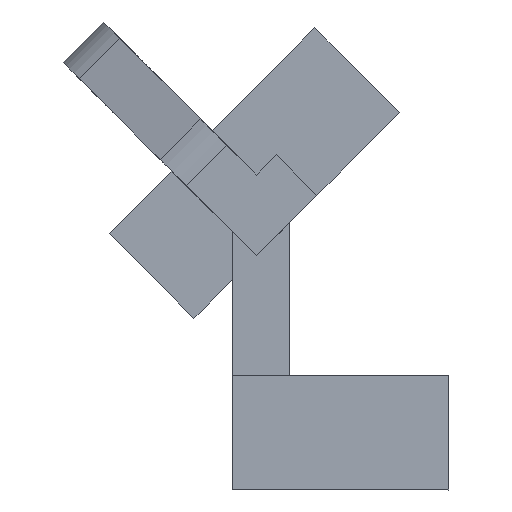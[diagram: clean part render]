
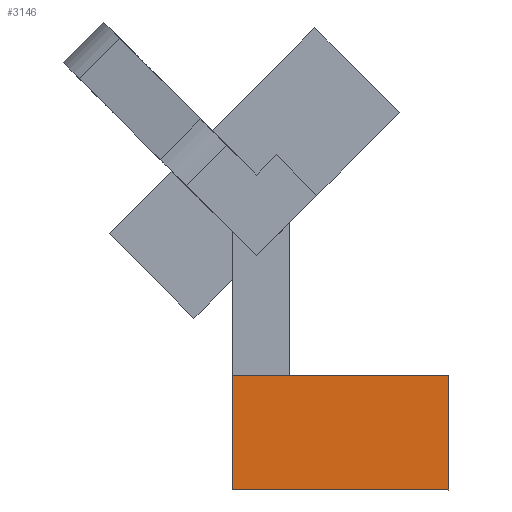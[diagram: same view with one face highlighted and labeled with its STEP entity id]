
A CAD part, front view. The second image highlights one B-rep face of the part: STEP entity #3146.
In plain terms, the highlighted planar face has unit normal (0, -1, 0).
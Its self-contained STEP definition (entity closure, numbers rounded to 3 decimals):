
#260 = PLANE('',#261);
#261 = AXIS2_PLACEMENT_3D('',#262,#263,#264);
#262 = CARTESIAN_POINT('',(-0.025,0.,
    75.637));
#263 = DIRECTION('',(-1.,0.,0.));
#264 = DIRECTION('',(0.,0.,-1.));
#2113 = PLANE('',#2114);
#2114 = AXIS2_PLACEMENT_3D('',#2115,#2116,#2117);
#2115 = CARTESIAN_POINT('',(75.975,0.,
    20.025));
#2116 = DIRECTION('',(0.,0.,1.));
#2117 = DIRECTION('',(-1.,0.,0.));
#2266 = VERTEX_POINT('',#2267);
#2267 = CARTESIAN_POINT('',(-0.025,-38.,-19.975));
#2281 = PLANE('',#2282);
#2282 = AXIS2_PLACEMENT_3D('',#2283,#2284,#2285);
#2283 = CARTESIAN_POINT('',(-0.025,0.,
    -19.975));
#2284 = DIRECTION('',(0.,0.,-1.));
#2285 = DIRECTION('',(1.,0.,0.));
#2293 = EDGE_CURVE('',#2294,#2266,#2296,.T.);
#2294 = VERTEX_POINT('',#2295);
#2295 = CARTESIAN_POINT('',(-0.025,-38.,20.025));
#2296 = SURFACE_CURVE('',#2297,(#2301,#2308),.PCURVE_S1.);
#2297 = LINE('',#2298,#2299);
#2298 = CARTESIAN_POINT('',(-0.025,-38.,0.025)
  );
#2299 = VECTOR('',#2300,1.);
#2300 = DIRECTION('',(0.,0.,-1.));
#2301 = PCURVE('',#260,#2302);
#2302 = DEFINITIONAL_REPRESENTATION('',(#2303),#2307);
#2303 = LINE('',#2304,#2305);
#2304 = CARTESIAN_POINT('',(75.612,38.));
#2305 = VECTOR('',#2306,1.);
#2306 = DIRECTION('',(1.,0.));
#2307 = ( GEOMETRIC_REPRESENTATION_CONTEXT(2) 
PARAMETRIC_REPRESENTATION_CONTEXT() REPRESENTATION_CONTEXT('2D SPACE',''
  ) );
#2308 = PCURVE('',#2309,#2314);
#2309 = PLANE('',#2310);
#2310 = AXIS2_PLACEMENT_3D('',#2311,#2312,#2313);
#2311 = CARTESIAN_POINT('',(8.46,-38.,62.251));
#2312 = DIRECTION('',(0.,-1.,0.));
#2313 = DIRECTION('',(0.707,0.,-0.707
    ));
#2314 = DEFINITIONAL_REPRESENTATION('',(#2315),#2319);
#2315 = LINE('',#2316,#2317);
#2316 = CARTESIAN_POINT('',(38.,-50.));
#2317 = VECTOR('',#2318,1.);
#2318 = DIRECTION('',(0.707,-0.707));
#2319 = ( GEOMETRIC_REPRESENTATION_CONTEXT(2) 
PARAMETRIC_REPRESENTATION_CONTEXT() REPRESENTATION_CONTEXT('2D SPACE',''
  ) );
#2647 = EDGE_CURVE('',#2648,#2294,#2650,.T.);
#2648 = VERTEX_POINT('',#2649);
#2649 = CARTESIAN_POINT('',(75.975,-38.,20.025));
#2650 = SURFACE_CURVE('',#2651,(#2655,#2662),.PCURVE_S1.);
#2651 = LINE('',#2652,#2653);
#2652 = CARTESIAN_POINT('',(37.975,-38.,20.025));
#2653 = VECTOR('',#2654,1.);
#2654 = DIRECTION('',(-1.,0.,0.));
#2655 = PCURVE('',#2113,#2656);
#2656 = DEFINITIONAL_REPRESENTATION('',(#2657),#2661);
#2657 = LINE('',#2658,#2659);
#2658 = CARTESIAN_POINT('',(38.,38.));
#2659 = VECTOR('',#2660,1.);
#2660 = DIRECTION('',(1.,0.));
#2661 = ( GEOMETRIC_REPRESENTATION_CONTEXT(2) 
PARAMETRIC_REPRESENTATION_CONTEXT() REPRESENTATION_CONTEXT('2D SPACE',''
  ) );
#2662 = PCURVE('',#2309,#2663);
#2663 = DEFINITIONAL_REPRESENTATION('',(#2664),#2668);
#2664 = LINE('',#2665,#2666);
#2665 = CARTESIAN_POINT('',(50.728,-8.988));
#2666 = VECTOR('',#2667,1.);
#2667 = DIRECTION('',(-0.707,-0.707));
#2668 = ( GEOMETRIC_REPRESENTATION_CONTEXT(2) 
PARAMETRIC_REPRESENTATION_CONTEXT() REPRESENTATION_CONTEXT('2D SPACE',''
  ) );
#2686 = PLANE('',#2687);
#2687 = AXIS2_PLACEMENT_3D('',#2688,#2689,#2690);
#2688 = CARTESIAN_POINT('',(75.975,0.,
    -19.975));
#2689 = DIRECTION('',(1.,0.,0.));
#2690 = DIRECTION('',(0.,0.,1.));
#3102 = VERTEX_POINT('',#3103);
#3103 = CARTESIAN_POINT('',(75.975,-38.,-19.975));
#3124 = EDGE_CURVE('',#2266,#3102,#3125,.T.);
#3125 = SURFACE_CURVE('',#3126,(#3130,#3137),.PCURVE_S1.);
#3126 = LINE('',#3127,#3128);
#3127 = CARTESIAN_POINT('',(37.975,-38.,-19.975));
#3128 = VECTOR('',#3129,1.);
#3129 = DIRECTION('',(1.,0.,0.));
#3130 = PCURVE('',#2281,#3131);
#3131 = DEFINITIONAL_REPRESENTATION('',(#3132),#3136);
#3132 = LINE('',#3133,#3134);
#3133 = CARTESIAN_POINT('',(38.,38.));
#3134 = VECTOR('',#3135,1.);
#3135 = DIRECTION('',(1.,0.));
#3136 = ( GEOMETRIC_REPRESENTATION_CONTEXT(2) 
PARAMETRIC_REPRESENTATION_CONTEXT() REPRESENTATION_CONTEXT('2D SPACE',''
  ) );
#3137 = PCURVE('',#2309,#3138);
#3138 = DEFINITIONAL_REPRESENTATION('',(#3139),#3143);
#3139 = LINE('',#3140,#3141);
#3140 = CARTESIAN_POINT('',(79.012,-37.272));
#3141 = VECTOR('',#3142,1.);
#3142 = DIRECTION('',(0.707,0.707));
#3143 = ( GEOMETRIC_REPRESENTATION_CONTEXT(2) 
PARAMETRIC_REPRESENTATION_CONTEXT() REPRESENTATION_CONTEXT('2D SPACE',''
  ) );
#3146 = ADVANCED_FACE('',(#3147),#2309,.T.);
#3147 = FACE_BOUND('',#3148,.T.);
#3148 = EDGE_LOOP('',(#3149,#3150,#3151,#3172));
#3149 = ORIENTED_EDGE('',*,*,#2293,.T.);
#3150 = ORIENTED_EDGE('',*,*,#3124,.T.);
#3151 = ORIENTED_EDGE('',*,*,#3152,.T.);
#3152 = EDGE_CURVE('',#3102,#2648,#3153,.T.);
#3153 = SURFACE_CURVE('',#3154,(#3158,#3165),.PCURVE_S1.);
#3154 = LINE('',#3155,#3156);
#3155 = CARTESIAN_POINT('',(75.975,-38.,0.025));
#3156 = VECTOR('',#3157,1.);
#3157 = DIRECTION('',(0.,0.,1.));
#3158 = PCURVE('',#2309,#3159);
#3159 = DEFINITIONAL_REPRESENTATION('',(#3160),#3164);
#3160 = LINE('',#3161,#3162);
#3161 = CARTESIAN_POINT('',(91.74,3.74));
#3162 = VECTOR('',#3163,1.);
#3163 = DIRECTION('',(-0.707,0.707));
#3164 = ( GEOMETRIC_REPRESENTATION_CONTEXT(2) 
PARAMETRIC_REPRESENTATION_CONTEXT() REPRESENTATION_CONTEXT('2D SPACE',''
  ) );
#3165 = PCURVE('',#2686,#3166);
#3166 = DEFINITIONAL_REPRESENTATION('',(#3167),#3171);
#3167 = LINE('',#3168,#3169);
#3168 = CARTESIAN_POINT('',(20.,38.));
#3169 = VECTOR('',#3170,1.);
#3170 = DIRECTION('',(1.,0.));
#3171 = ( GEOMETRIC_REPRESENTATION_CONTEXT(2) 
PARAMETRIC_REPRESENTATION_CONTEXT() REPRESENTATION_CONTEXT('2D SPACE',''
  ) );
#3172 = ORIENTED_EDGE('',*,*,#2647,.T.);
